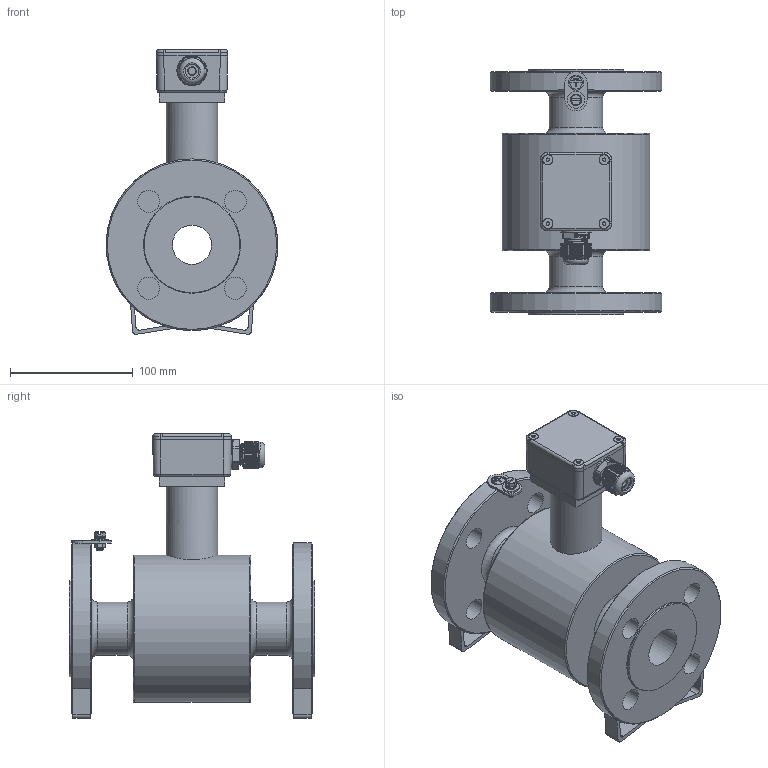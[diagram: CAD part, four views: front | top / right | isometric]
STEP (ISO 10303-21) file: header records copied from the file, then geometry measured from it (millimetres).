
FILE_DESCRIPTION(/* description */ (''),/* implementation_level */ '2;1');
FILE_NAME(/* name */ 'Flowmeter DN32 PN16-25 Separate.step',/* time_stamp */ '2023-10-05T17:19:03+03:00',/* author */ (''),/* organization */ (''),/* preprocessor_version */ 'ST-DEVELOPER v20',/* originating_system */ 'Autodesk Translation Framework v12.14.0.127',/* authorisation */ '');
FILE_SCHEMA (('AUTOMOTIVE_DESIGN { 1 0 10303 214 3 1 1 }'));
Length unit declared in the file: millimetre
Products named in the file (4): (Unsaved); Flowmeter v11; B_Separate_version; box
Assembly tree (3 placements, depth 4):
  (Unsaved)
    Flowmeter v11
      B_Separate_version
        box
Bounding box: 139.88 x 200 x 232 mm (x, y, z)
Volume: 1751304.9 mm3; surface area: 196415.5 mm2
Topology: 2 solids, 2 shells, 1440 faces, 3360 edges, 1945 vertices
Faces by surface type: plane 447, cylinder 427, bspline 250, sphere 156, torus 102, cone 58
Full cylindrical faces by diameter (mm): 3.332 x2, 3.961 x9, 4.234 x4, 4.5 x2, 5 x7, 5.5 x1, 6 x1, 7 x4, 8 x4, 10.394 x1, 10.9 x1, 11.3 x1, 12.394 x1, 13 x1, 14 x1, 15 x1, 17 x2, 18 x8, 21 x1, 24.5 x1, 32 x1, 42 x2, 43.5 x2, 78 x2, 120 x1
Entity records: 72535 total; most frequent: CARTESIAN_POINT 39455, DIRECTION 6763, ORIENTED_EDGE 6722, EDGE_CURVE 3361, AXIS2_PLACEMENT_3D 2686, VERTEX_POINT 1945, EDGE_LOOP 1504, FACE_OUTER_BOUND 1440
